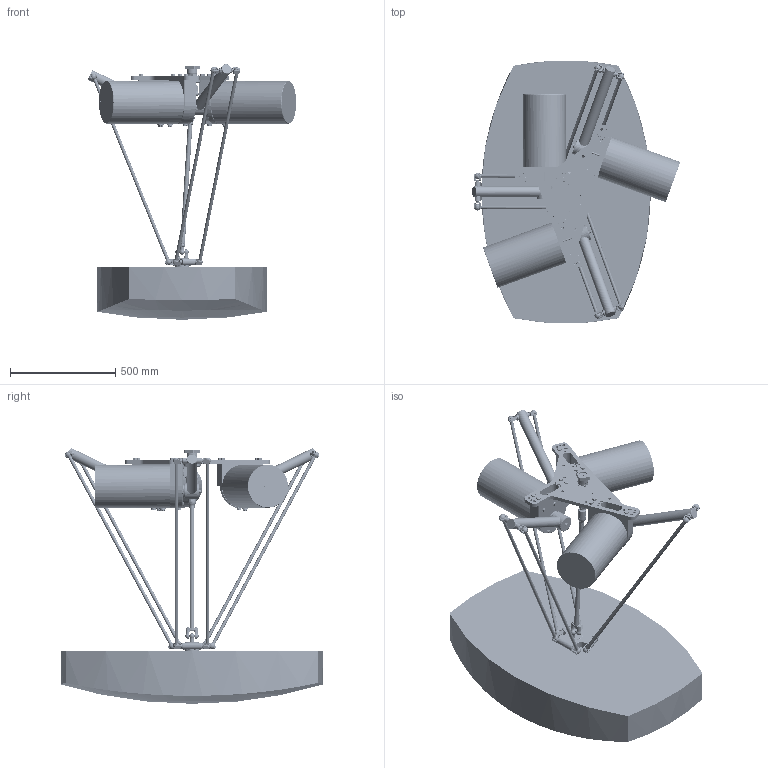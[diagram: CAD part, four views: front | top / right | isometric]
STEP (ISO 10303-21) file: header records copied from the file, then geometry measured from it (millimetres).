
FILE_DESCRIPTION(/* description */ ('Norm.iam Teamplte'),/* implementation_level */ '2;1');
FILE_NAME(/* name */ '3D-model_A_00876.stp',/* time_stamp */ '2022-06-23T10:00:17+02:00',/* author */ ('michael.schutter'),/* organization */ (''),/* preprocessor_version */ 'ST-DEVELOPER v16.5',/* originating_system */ 'Autodesk Inventor 2017',/* authorisation */ '');
FILE_SCHEMA (('AUTOMOTIVE_DESIGN { 1 0 10303 214 3 1 1 }'));
Products named in the file (16): A_00876_DUMMY HHD-DELTA Robotermachanik RLT4-1250-3kg; MT_BGR00105517 DUMMY Kopfplatte; MT_WST00108831 Unterarm Dummy; MT_WST00109042 Unterarm Dummy; MT_WST00108846 Kugelgelenk Dummy; MT_WST00108841 Adapter; MT_WST00109328 Teleskopwelle Dummy; MT_WST00109248 Werkzeugträger Dummy; MT_WST00109668 Dummy Oberarm; MT_WST00104314; MT_WST00110572 Dummy Oberarm; MT_WST00109047 Achse Dummy; MT_WST00110570 Dummy Werkzeugträger; MT_WST00110528 Arbeitsbereich; MT_WST00107543 Getriebe; MT_WST00110573 Teleskopwelle
Assembly tree (25 placements, depth 2):
  A_00876_DUMMY HHD-DELTA Robotermachanik RLT4-1250-3kg
    MT_BGR00105517 DUMMY Kopfplatte
    MT_WST00108831 Unterarm Dummy  x2
    MT_WST00109042 Unterarm Dummy  x4
    MT_WST00104314  x4
    MT_WST00109047 Achse Dummy  x2
    MT_WST00108841 Adapter  x2
    MT_WST00108846 Kugelgelenk Dummy
    MT_WST00109328 Teleskopwelle Dummy
    MT_WST00109248 Werkzeugträger Dummy
    MT_WST00109668 Dummy Oberarm  x2
    MT_WST00110572 Dummy Oberarm
    MT_WST00110570 Dummy Werkzeugträger
    MT_WST00110528 Arbeitsbereich
    MT_WST00107543 Getriebe
    MT_WST00110573 Teleskopwelle
Bounding box: 990.33 x 1250 x 1215.11 mm (x, y, z)
Volume: 234008046.9 mm3; surface area: 4692532.4 mm2
Topology: 25 solids, 75 shells, 3371 faces, 8016 edges, 5221 vertices
Faces by surface type: plane 1637, cylinder 892, torus 411, cone 229, bspline 164, sphere 38
Full cylindrical faces by diameter (mm): 1.7 x2, 3.242 x10, 3.3 x5, 4.134 x4, 5 x1, 6 x24, 6.647 x3, 7 x7, 8 x21, 8.1 x1, 9 x17, 9.013 x1, 9.2 x14, 10 x37, 10.106 x6, 11 x30, 11.053 x12, 11.6 x1, 12 x14, 13 x6, 13.5 x24, 14.5 x2, 16 x50, 16.026 x6, 16.9 x27, 17 x1, 17.2 x12, 19 x8, 19.6 x26, 20 x1
Entity records: 88788 total; most frequent: CARTESIAN_POINT 26296, DIRECTION 12810, ORIENTED_EDGE 11264, EDGE_CURVE 5632, AXIS2_PLACEMENT_3D 4926, VERTEX_POINT 3980, EDGE_LOOP 3814, LINE 2958
